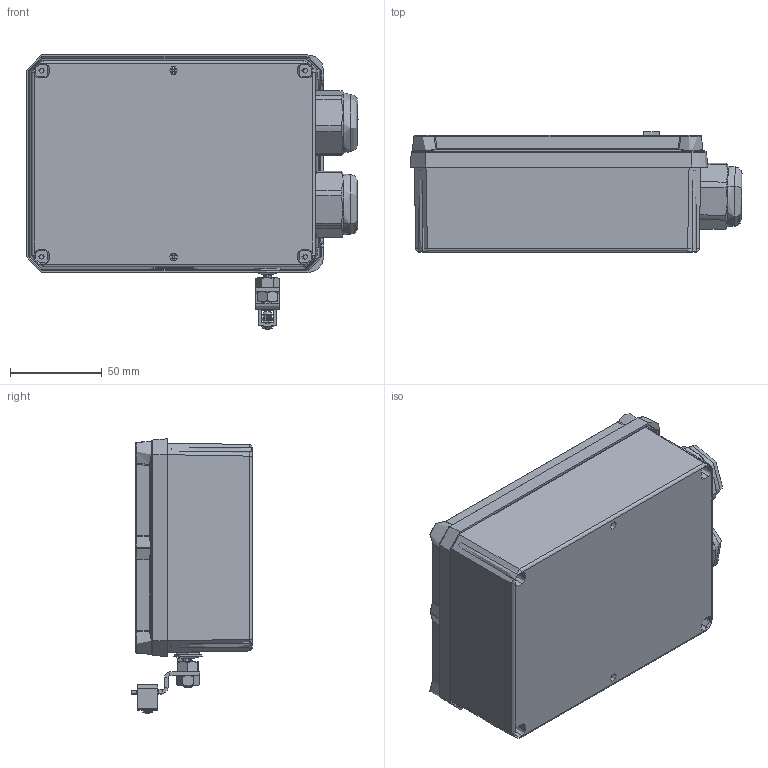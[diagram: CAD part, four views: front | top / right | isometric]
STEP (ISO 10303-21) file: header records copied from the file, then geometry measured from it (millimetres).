
FILE_DESCRIPTION (( 'STEP AP214' ), '1' );
FILE_NAME ('1101-1027-E.STEP', '2019-01-25T18:34:04', ( '' ), ( '' ), 'SwSTEP 2.0', 'SolidWorks 2018', '' );
FILE_SCHEMA (( 'AUTOMOTIVE_DESIGN' ));
Length unit declared in the file: inch
Products named in the file (41): 1229-0900; 1101-1027-E; 2021-223; 2102-240; 2500-477; 2101-021; 2100-012; Binding Head Screw_AI; 2003-1052; SSCUPSLT 0.25-20x0.375-S; 2103-030_Uncompressed; 2003-2625; Binding Head Screw_AI_2102-306; SSCUPSLT 0.25-20x0.375-S_SSCUPSLT 0.25-20x0.375-S; SAU-70 part1; SAU-70 part2; 2103-028; 2022-157; 2103-030; 2105-280; 2022-157_E226
Assembly tree (34 placements, depth 3):
  1229-0900
  1101-1027-E
    2101-021
    2103-030
    2102-240
    2102-240
    2100-012
    2100-012
    2500-477
    2500-477
    2102-240
    2102-240
  Binding Head Screw_AI
  1101-1027-E
    2022-157_E226
    2102-240  x4
    2003-2625
    2021-223
    2105-280
      SAU-70 part1
      SAU-70 part2
      SSCUPSLT 0.25-20x0.375-S_SSCUPSLT 0.25-20x0.375-S
    2100-012  x2
    2103-028
    2101-021
    2500-477  x2
    Binding Head Screw_AI_2102-306  x4
    2103-030_Uncompressed
    1229-0900
    2003-1052
  2003-1052
Bounding box: 181.21 x 65.7 x 149.85 mm (x, y, z)
Volume: 264003.1 mm3; surface area: 212946.4 mm2
Topology: 24 solids, 24 shells, 2104 faces, 5535 edges, 3573 vertices
Faces by surface type: plane 913, cylinder 510, bspline 370, cone 236, torus 61, sphere 14
Entity records: 84510 total; most frequent: CARTESIAN_POINT 41951, ORIENTED_EDGE 9140, DIRECTION 6961, EDGE_CURVE 4570, VERTEX_POINT 2943, LINE 2381, VECTOR 2381, AXIS2_PLACEMENT_3D 2290
